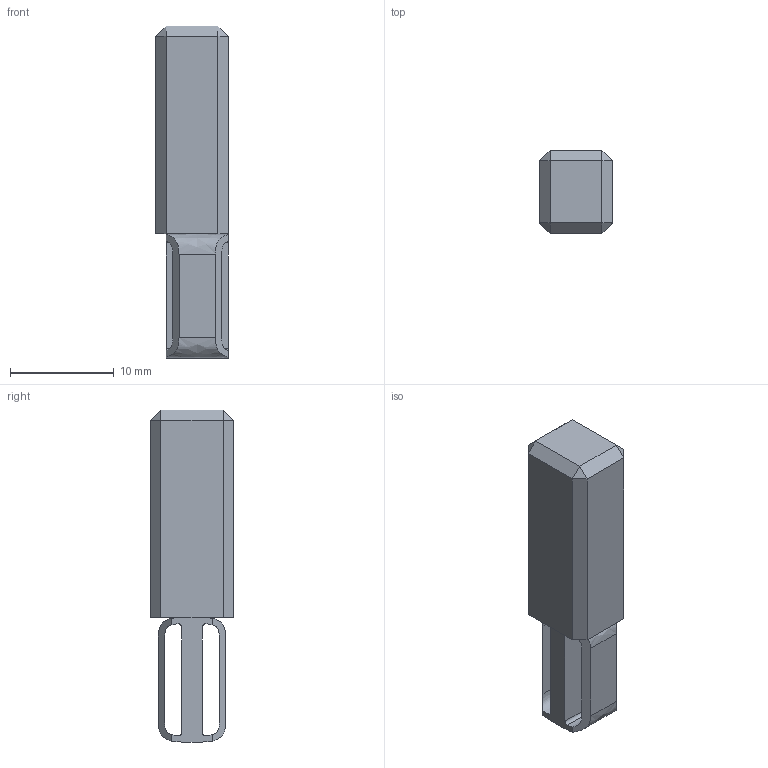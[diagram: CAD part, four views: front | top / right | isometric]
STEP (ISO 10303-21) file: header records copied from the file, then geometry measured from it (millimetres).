
FILE_DESCRIPTION(('STEP AP242'), '1');
FILE_NAME('3.1.4 Ìîäóëü êðåïëåíèÿ', '', ('UNSPECIFIED'), ('UNSPECIFIED'), 'C3D Converter', 'C3D Toolkit', '');
FILE_SCHEMA(('AP242_MANAGED_MODEL_BASED_3D_ENGINEERING_MIM_LF { 1 0 10303 442 1 1 4 }'));
Length unit declared in the file: millimetre
Products named in the file (1): -00
Bounding box: 7 x 8 x 32 mm (x, y, z)
Volume: 1288.7 mm3; surface area: 1118.5 mm2
Topology: 1 solids, 1 shells, 45 faces, 126 edges, 80 vertices
Faces by surface type: plane 33, extrusion 8, cylinder 4
Entity records: 2304 total; most frequent: CARTESIAN_POINT 1178, ORIENTED_EDGE 252, DIRECTION 184, EDGE_CURVE 126, VECTOR 92, LINE 84, VERTEX_POINT 80, AXIS2_PLACEMENT_3D 46
